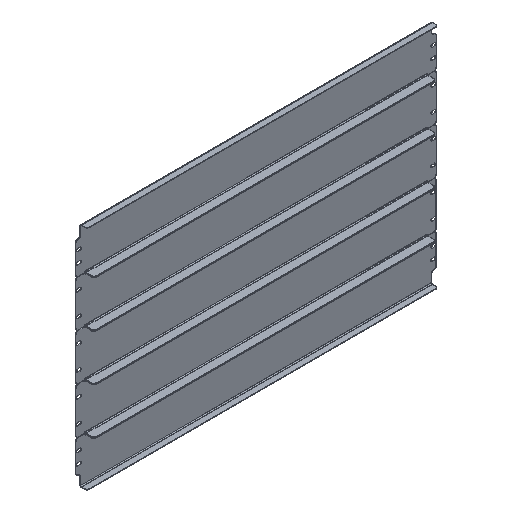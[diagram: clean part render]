
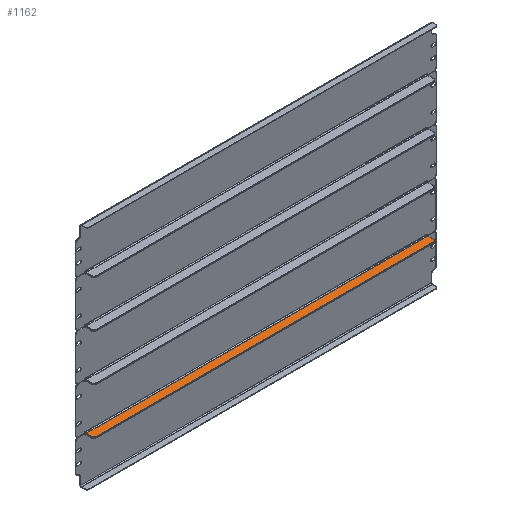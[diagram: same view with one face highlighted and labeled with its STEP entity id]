
A CAD part, isometric view. The second image highlights one B-rep face of the part: STEP entity #1162.
In plain terms, the highlighted planar face has unit normal (0, 0, 1).
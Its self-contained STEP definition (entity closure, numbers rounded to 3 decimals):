
#50 = AXIS2_PLACEMENT_3D ( 'NONE', #1331, #1883, #299 ) ;
#103 = ORIENTED_EDGE ( 'NONE', *, *, #1885, .F. ) ;
#120 = VERTEX_POINT ( 'NONE', #1906 ) ;
#146 = FACE_OUTER_BOUND ( 'NONE', #460, .T. ) ;
#290 = CARTESIAN_POINT ( 'NONE',  ( 368.25, -20., -48.5 ) ) ;
#299 = DIRECTION ( 'NONE',  ( 0., 1., 0. ) ) ;
#460 = EDGE_LOOP ( 'NONE', ( #1346, #1622, #2119, #2605, #103, #2866 ) ) ;
#693 = LINE ( 'NONE', #1798, #2149 ) ;
#772 = AXIS2_PLACEMENT_3D ( 'NONE', #3203, #2349, #783 ) ;
#783 = DIRECTION ( 'NONE',  ( 0., 1., 0. ) ) ;
#804 = EDGE_CURVE ( 'NONE', #3342, #1888, #2938, .T. ) ;
#961 = LINE ( 'NONE', #1228, #2720 ) ;
#1059 = CIRCLE ( 'NONE', #772, 5. ) ;
#1162 = ADVANCED_FACE ( 'NONE', ( #146 ), #1792, .F. ) ;
#1228 = CARTESIAN_POINT ( 'NONE',  ( -368.25, -1.5, -48.5 ) ) ;
#1268 = DIRECTION ( 'NONE',  ( 0., -1., 0. ) ) ;
#1331 = CARTESIAN_POINT ( 'NONE',  ( 363.25, -15., -48.5 ) ) ;
#1346 = ORIENTED_EDGE ( 'NONE', *, *, #1525, .F. ) ;
#1444 = EDGE_CURVE ( 'NONE', #120, #2083, #1687, .T. ) ;
#1468 = VECTOR ( 'NONE', #2770, 1000. ) ;
#1525 = EDGE_CURVE ( 'NONE', #3161, #120, #961, .T. ) ;
#1536 = DIRECTION ( 'NONE',  ( 0., 0., -1. ) ) ;
#1597 = CARTESIAN_POINT ( 'NONE',  ( -368.25, -15., -48.5 ) ) ;
#1622 = ORIENTED_EDGE ( 'NONE', *, *, #3239, .T. ) ;
#1636 = LINE ( 'NONE', #290, #2662 ) ;
#1687 = LINE ( 'NONE', #2503, #1468 ) ;
#1697 = CARTESIAN_POINT ( 'NONE',  ( 368.25, -15., -48.5 ) ) ;
#1792 = PLANE ( 'NONE',  #3114 ) ;
#1798 = CARTESIAN_POINT ( 'NONE',  ( -368.25, -20., -48.5 ) ) ;
#1883 = DIRECTION ( 'NONE',  ( 0., 0., 1. ) ) ;
#1885 = EDGE_CURVE ( 'NONE', #2083, #1888, #1636, .T. ) ;
#1888 = VERTEX_POINT ( 'NONE', #1697 ) ;
#1892 = EDGE_CURVE ( 'NONE', #3342, #3070, #693, .T. ) ;
#1906 = CARTESIAN_POINT ( 'NONE',  ( -368.25, -3., -48.5 ) ) ;
#2014 = DIRECTION ( 'NONE',  ( 0., 1., 0. ) ) ;
#2083 = VERTEX_POINT ( 'NONE', #3488 ) ;
#2119 = ORIENTED_EDGE ( 'NONE', *, *, #1892, .F. ) ;
#2149 = VECTOR ( 'NONE', #2851, 1000. ) ;
#2349 = DIRECTION ( 'NONE',  ( 0., 0., 1. ) ) ;
#2503 = CARTESIAN_POINT ( 'NONE',  ( -368.25, -3., -48.5 ) ) ;
#2605 = ORIENTED_EDGE ( 'NONE', *, *, #804, .T. ) ;
#2662 = VECTOR ( 'NONE', #3002, 1000. ) ;
#2720 = VECTOR ( 'NONE', #2014, 1000. ) ;
#2770 = DIRECTION ( 'NONE',  ( 1., 0., 0. ) ) ;
#2831 = CARTESIAN_POINT ( 'NONE',  ( 0., 0., -48.5 ) ) ;
#2851 = DIRECTION ( 'NONE',  ( -1., 0., 0. ) ) ;
#2866 = ORIENTED_EDGE ( 'NONE', *, *, #1444, .F. ) ;
#2938 = CIRCLE ( 'NONE', #50, 5. ) ;
#3002 = DIRECTION ( 'NONE',  ( 0., -1., 0. ) ) ;
#3070 = VERTEX_POINT ( 'NONE', #3400 ) ;
#3114 = AXIS2_PLACEMENT_3D ( 'NONE', #2831, #1536, #1268 ) ;
#3141 = CARTESIAN_POINT ( 'NONE',  ( 363.25, -20., -48.5 ) ) ;
#3161 = VERTEX_POINT ( 'NONE', #1597 ) ;
#3203 = CARTESIAN_POINT ( 'NONE',  ( -363.25, -15., -48.5 ) ) ;
#3239 = EDGE_CURVE ( 'NONE', #3161, #3070, #1059, .T. ) ;
#3342 = VERTEX_POINT ( 'NONE', #3141 ) ;
#3400 = CARTESIAN_POINT ( 'NONE',  ( -363.25, -20., -48.5 ) ) ;
#3488 = CARTESIAN_POINT ( 'NONE',  ( 368.25, -3., -48.5 ) ) ;
